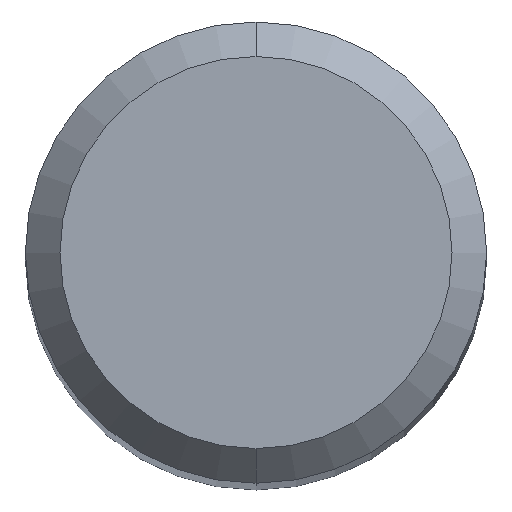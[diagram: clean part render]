
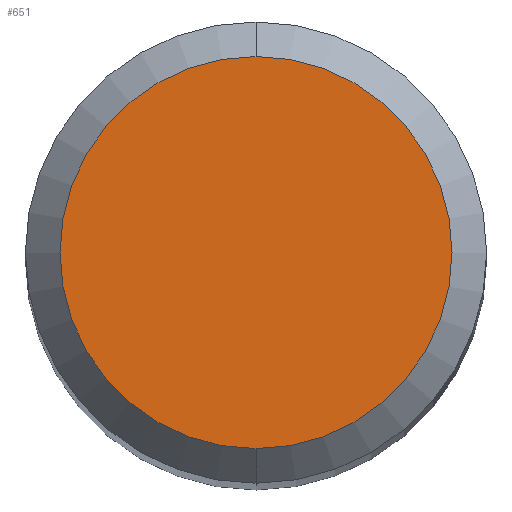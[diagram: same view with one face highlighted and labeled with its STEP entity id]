
A CAD part, top view. The second image highlights one B-rep face of the part: STEP entity #651.
In plain terms, the highlighted planar face has unit normal (0, 0, 1).
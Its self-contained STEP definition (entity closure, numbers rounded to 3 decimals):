
#651=ADVANCED_FACE('',(#1634),#1635,.T.);
#777=EDGE_CURVE('',#1077,#967,#1773,.T.);
#967=VERTEX_POINT('',#1985);
#1039=EDGE_CURVE('',#967,#1077,#2064,.T.);
#1077=VERTEX_POINT('',#2106);
#1634=FACE_OUTER_BOUND('',#2994,.T.);
#1635=PLANE('',#2995);
#1773=CIRCLE('',#3539,1.7);
#1985=CARTESIAN_POINT('',(0.,-1.7,0.0));
#2064=CIRCLE('',#4552,1.7);
#2106=CARTESIAN_POINT('',(0.0,1.7,0.0));
#2994=EDGE_LOOP('',(#6389,#6390));
#2995=AXIS2_PLACEMENT_3D('',#6391,#6392,#6393);
#3539=AXIS2_PLACEMENT_3D('',#6538,#6539,#6540);
#4552=AXIS2_PLACEMENT_3D('',#6892,#6893,#6894);
#6389=ORIENTED_EDGE('',*,*,#777,.F.);
#6390=ORIENTED_EDGE('',*,*,#1039,.F.);
#6391=CARTESIAN_POINT('',(0.0,0.85,0.0));
#6392=DIRECTION('',(-0.0,0.0,1.0));
#6393=DIRECTION('',(0.0,-1.0,0.0));
#6538=CARTESIAN_POINT('',(0.0,0.0,0.0));
#6539=DIRECTION('',(0.0,0.0,-1.0));
#6540=DIRECTION('',(0.0,1.0,0.0));
#6892=CARTESIAN_POINT('',(0.0,0.0,0.0));
#6893=DIRECTION('',(0.0,0.0,-1.0));
#6894=DIRECTION('',(0.0,1.0,0.0));
